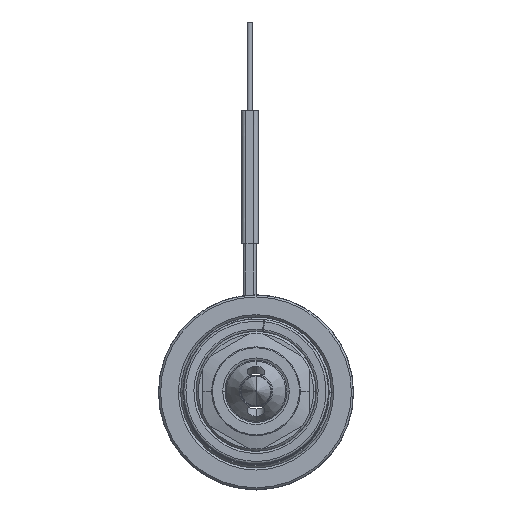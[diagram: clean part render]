
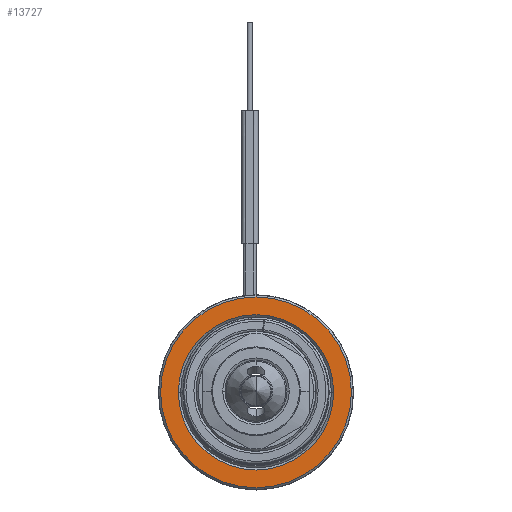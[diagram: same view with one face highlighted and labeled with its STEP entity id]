
A CAD part, top view. The second image highlights one B-rep face of the part: STEP entity #13727.
In plain terms, the highlighted planar face has unit normal (0, 0, 1).
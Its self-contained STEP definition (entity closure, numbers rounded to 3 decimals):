
#3788=CARTESIAN_POINT('',(0.,0.,40.));
#3789=DIRECTION('',(0.,0.,-1.));
#3790=DIRECTION('',(-1.,0.,0.));
#3791=AXIS2_PLACEMENT_3D('',#3788,#3789,#3790);
#3802=CARTESIAN_POINT('',(0.,0.,
40.));
#3803=DIRECTION('',(0.,0.,-1.));
#3804=DIRECTION('',(1.,0.,0.));
#3805=AXIS2_PLACEMENT_3D('',#3802,#3803,#3804);
#3816=CARTESIAN_POINT('',(0.,0.,
40.));
#3817=DIRECTION('',(0.,0.,-1.));
#3818=DIRECTION('',(1.,0.,0.));
#3819=AXIS2_PLACEMENT_3D('',#3816,#3817,#3818);
#3830=CARTESIAN_POINT('',(0.,0.,
40.));
#3831=DIRECTION('',(0.,0.,-1.));
#3832=DIRECTION('',(-1.,0.,0.));
#3833=AXIS2_PLACEMENT_3D('',#3830,#3831,#3832);
#7880=CARTESIAN_POINT('',(21.5,0.,40.));
#7881=CARTESIAN_POINT('',(-21.5,0.,40.));
#7882=VERTEX_POINT('',#7880);
#7883=VERTEX_POINT('',#7881);
#7884=CARTESIAN_POINT('',(17.5,0.,40.));
#7885=CARTESIAN_POINT('',(-17.5,0.,40.));
#7886=VERTEX_POINT('',#7884);
#7887=VERTEX_POINT('',#7885);
#13712=CARTESIAN_POINT('',(0.,0.,40.));
#13713=DIRECTION('',(0.,0.,1.));
#13714=DIRECTION('',(-1.,0.,0.));
#13715=AXIS2_PLACEMENT_3D('',#13712,#13713,#13714);
#13716=PLANE('',#13715);
#13717=ORIENTED_EDGE('',*,*,#13694,.T.);
#13718=ORIENTED_EDGE('',*,*,#13679,.T.);
#13719=EDGE_LOOP('',(#13717,#13718));
#13720=FACE_OUTER_BOUND('',#13719,.F.);
#13722=ORIENTED_EDGE('',*,*,#13721,.F.);
#13724=ORIENTED_EDGE('',*,*,#13723,.F.);
#13725=EDGE_LOOP('',(#13722,#13724));
#13726=FACE_BOUND('',#13725,.F.);
#3792=CIRCLE('',#3791,21.5);
#3806=CIRCLE('',#3805,21.5);
#3820=CIRCLE('',#3819,17.5);
#3834=CIRCLE('',#3833,17.5);
#13679=EDGE_CURVE('',#7883,#7882,#3792,.T.);
#13694=EDGE_CURVE('',#7882,#7883,#3806,.T.);
#13721=EDGE_CURVE('',#7886,#7887,#3820,.T.);
#13723=EDGE_CURVE('',#7887,#7886,#3834,.T.);
#13727=ADVANCED_FACE('',(#13720,#13726),#13716,.T.);
